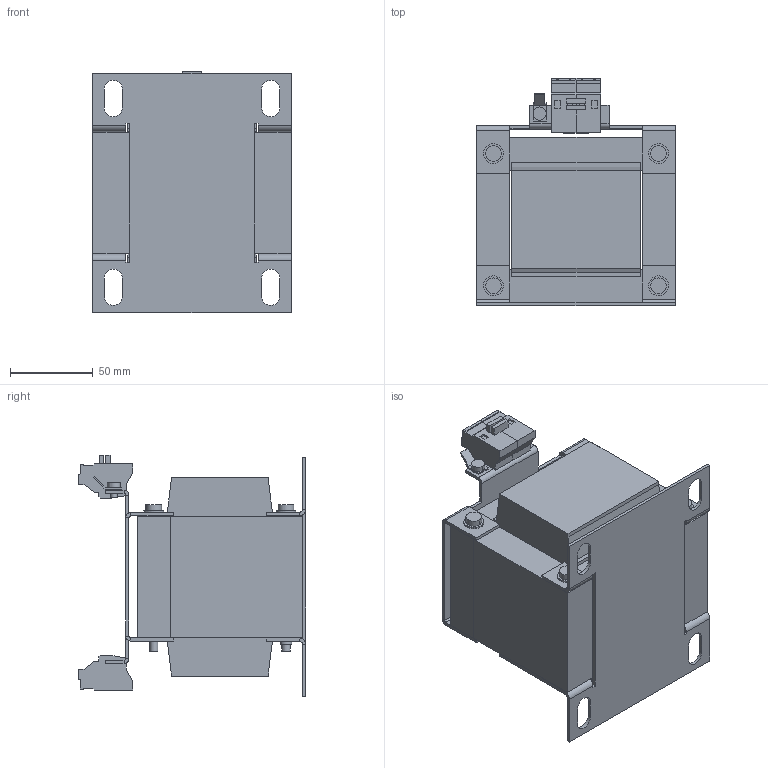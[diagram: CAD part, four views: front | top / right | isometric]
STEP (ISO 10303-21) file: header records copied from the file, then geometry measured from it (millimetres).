
FILE_DESCRIPTION (( 'STEP AP214' ), '1' );
FILE_NAME ('210483.STEP', '2020-07-07T07:48:37', ( '' ), ( '' ), 'SwSTEP 2.0', 'SolidWorks 2018', '' );
FILE_SCHEMA (( 'AUTOMOTIVE_DESIGN' ));
Length unit declared in the file: millimetre
Products named in the file (1): 210483
Bounding box: 120 x 137.7 x 146 mm (x, y, z)
Volume: 1175617.1 mm3; surface area: 156079.6 mm2
Topology: 1 solids, 1 shells, 400 faces, 985 edges, 613 vertices
Faces by surface type: plane 308, cylinder 92
Entity records: 11657 total; most frequent: CARTESIAN_POINT 1999, DIRECTION 1977, ORIENTED_EDGE 1970, EDGE_CURVE 985, LINE 795, VECTOR 795, VERTEX_POINT 613, AXIS2_PLACEMENT_3D 591
